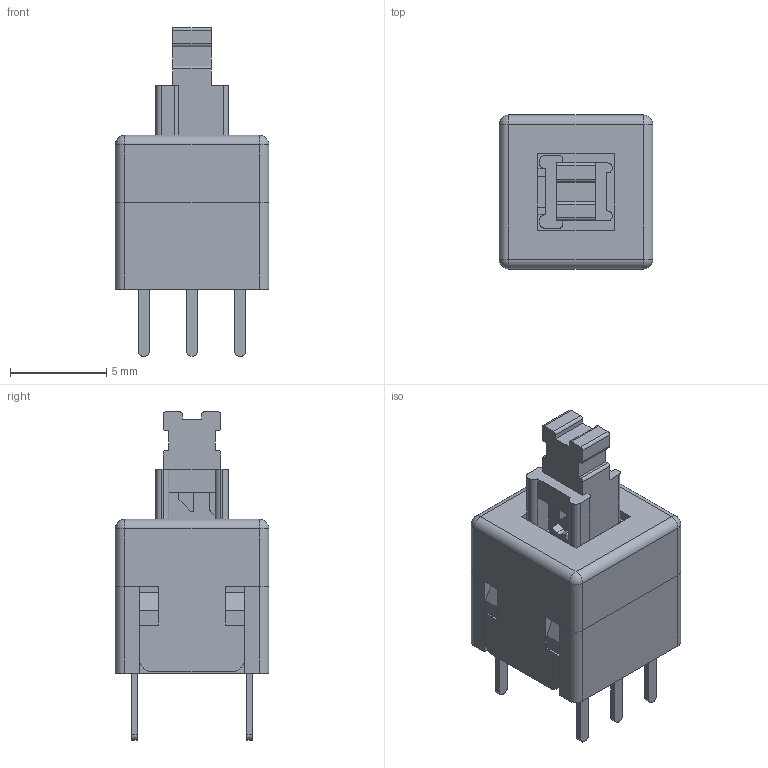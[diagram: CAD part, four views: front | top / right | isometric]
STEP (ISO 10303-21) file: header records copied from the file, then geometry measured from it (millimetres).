
FILE_DESCRIPTION(('FreeCAD Model'),'2;1');
FILE_NAME('Open CASCADE Shape Model','2023-09-01T21:01:55',(''),(''), 'Open CASCADE STEP processor 7.6','FreeCAD','Unknown');
FILE_SCHEMA(('AUTOMOTIVE_DESIGN { 1 0 10303 214 1 1 1 1 }'));
Length unit declared in the file: millimetre
Products named in the file (10): Push Switch_8x8_6pin_with Lock013; Push Switch_8x8_6pin_with Lock; Push Switch_8x8_6pin_with Lock001; Push Switch_8x8_6pin_with Lock002; Push Switch_8x8_6pin_with Lock003; Push Switch_8x8_6pin_with Lock004; Push Switch_8x8_6pin_with Lock005; Push Switch_8x8_6pin_with Lock006; Push Switch_8x8_6pin_with Lock007; Push Switch_8x8_6pin_with Lock008
Assembly tree (9 placements, depth 2):
  Push Switch_8x8_6pin_with Lock013
    Push Switch_8x8_6pin_with Lock
    Push Switch_8x8_6pin_with Lock001
    Push Switch_8x8_6pin_with Lock002
    Push Switch_8x8_6pin_with Lock003
    Push Switch_8x8_6pin_with Lock004
    Push Switch_8x8_6pin_with Lock005
    Push Switch_8x8_6pin_with Lock006
    Push Switch_8x8_6pin_with Lock007
    Push Switch_8x8_6pin_with Lock008
Bounding box: 8 x 8 x 17.1 mm (x, y, z)
Volume: 357.6 mm3; surface area: 1337.2 mm2
Topology: 9 solids, 9 shells, 450 faces, 1317 edges, 864 vertices
Faces by surface type: plane 376, cylinder 66, sphere 4, bspline 2, cone 2
Entity records: 15092 total; most frequent: CARTESIAN_POINT 2811, ORIENTED_EDGE 2626, DIRECTION 2331, EDGE_CURVE 1313, LINE 1167, VECTOR 1167, VERTEX_POINT 864, AXIS2_PLACEMENT_3D 582
